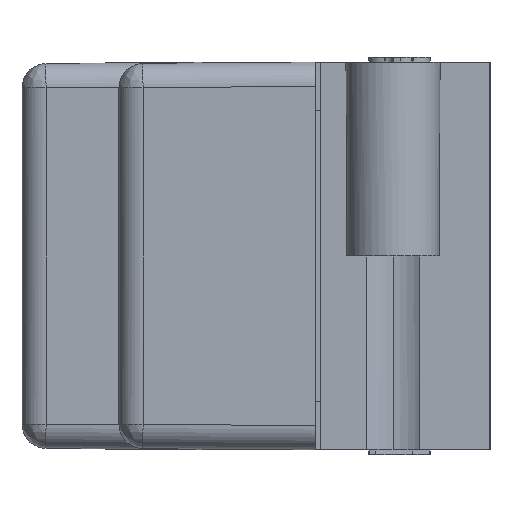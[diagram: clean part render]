
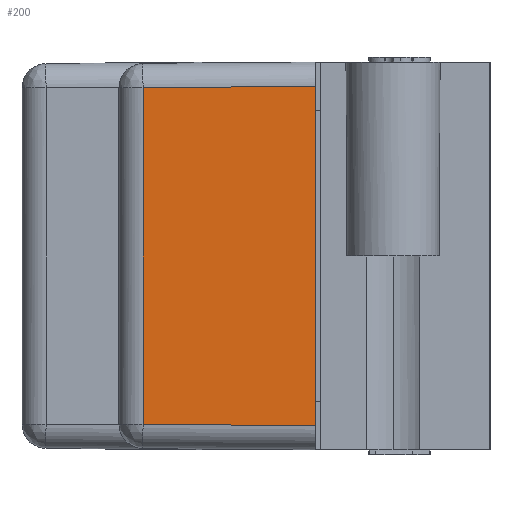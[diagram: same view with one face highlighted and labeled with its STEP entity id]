
A CAD part, left-side view. The second image highlights one B-rep face of the part: STEP entity #200.
In plain terms, the highlighted planar face has unit normal (-1, 0.009, 0).
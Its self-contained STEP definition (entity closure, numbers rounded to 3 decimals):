
#200=ADVANCED_FACE('',(#800),#9839,.T.);
#800=FACE_OUTER_BOUND('',#1412,.T.);
#1412=EDGE_LOOP('',(#2566,#2567,#2568,#2569));
#2566=ORIENTED_EDGE('',*,*,#5499,.F.);
#2567=ORIENTED_EDGE('',*,*,#5525,.T.);
#2568=ORIENTED_EDGE('',*,*,#5498,.T.);
#2569=ORIENTED_EDGE('',*,*,#5520,.T.);
#5498=EDGE_CURVE('',#8654,#8655,#7052,.T.);
#5499=EDGE_CURVE('',#8656,#8657,#7053,.T.);
#5520=EDGE_CURVE('',#8655,#8657,#7072,.T.);
#5525=EDGE_CURVE('',#8656,#8654,#7074,.T.);
#7052=B_SPLINE_CURVE_WITH_KNOTS('',1,(#15762,#15763),.UNSPECIFIED.,.F.,
 .F.,(2,2),(0.,13.876),.UNSPECIFIED.);
#7053=B_SPLINE_CURVE_WITH_KNOTS('',1,(#15764,#15765),.UNSPECIFIED.,.F.,
 .F.,(2,2),(-14.,0.),.UNSPECIFIED.);
#7072=B_SPLINE_CURVE_WITH_KNOTS('',1,(#15808,#15809),.UNSPECIFIED.,.F.,
 .F.,(2,2),(0.,7.109),.UNSPECIFIED.);
#7074=B_SPLINE_CURVE_WITH_KNOTS('',1,(#15821,#15822),.UNSPECIFIED.,.F.,
 .F.,(2,2),(0.,7.109),.UNSPECIFIED.);
#8654=VERTEX_POINT('',#15312);
#8655=VERTEX_POINT('',#15313);
#8656=VERTEX_POINT('',#15314);
#8657=VERTEX_POINT('',#15315);
#9839=PLANE('',#10336);
#10336=AXIS2_PLACEMENT_3D('',#14037,#10663,$);
#10663=DIRECTION('',(-1.,0.009,0.));
#14037=CARTESIAN_POINT('',(-7.106,6.488,0.401));
#15312=CARTESIAN_POINT('',(-7.038,14.309,-1.062));
#15313=CARTESIAN_POINT('',(-7.038,14.309,-14.938));
#15314=CARTESIAN_POINT('',(-7.1,7.2,-1.));
#15315=CARTESIAN_POINT('',(-7.1,7.2,-15.));
#15762=CARTESIAN_POINT('',(-7.038,14.309,-1.062));
#15763=CARTESIAN_POINT('',(-7.038,14.309,-14.938));
#15764=CARTESIAN_POINT('',(-7.1,7.2,-1.));
#15765=CARTESIAN_POINT('',(-7.1,7.2,-15.));
#15808=CARTESIAN_POINT('',(-7.038,14.309,-14.938));
#15809=CARTESIAN_POINT('',(-7.1,7.2,-15.));
#15821=CARTESIAN_POINT('',(-7.1,7.2,-1.));
#15822=CARTESIAN_POINT('',(-7.038,14.309,-1.062));
